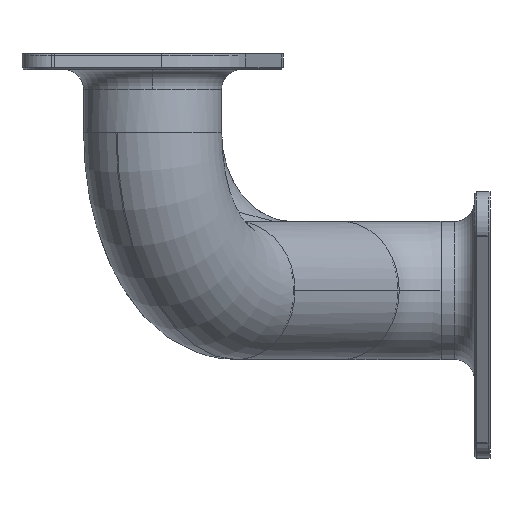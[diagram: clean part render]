
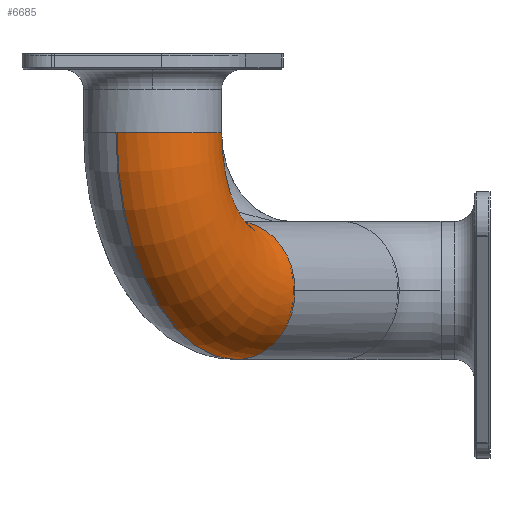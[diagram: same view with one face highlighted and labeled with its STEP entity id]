
A CAD part, left-side view. The second image highlights one B-rep face of the part: STEP entity #6685.
In plain terms, the highlighted toroidal (fillet/blend) face has major radius 80 mm and minor radius 35 mm.
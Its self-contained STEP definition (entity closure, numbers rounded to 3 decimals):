
#370 = DIRECTION ( 'NONE',  ( -0.847, 0.532, 0. ) ) ;
#526 = FACE_OUTER_BOUND ( 'NONE', #5747, .T. ) ;
#615 = CARTESIAN_POINT ( 'NONE',  ( -310.86, -72.182, -112. ) ) ;
#1025 = CARTESIAN_POINT ( 'NONE',  ( -389.641, 18.612, -32. ) ) ;
#1327 = ORIENTED_EDGE ( 'NONE', *, *, #5898, .T. ) ;
#1557 = DIRECTION ( 'NONE',  ( 0., 0., 1. ) ) ;
#1751 = ORIENTED_EDGE ( 'NONE', *, *, #6676, .F. ) ;
#1769 = AXIS2_PLACEMENT_3D ( 'NONE', #4914, #12885, #2094 ) ;
#2094 = DIRECTION ( 'NONE',  ( -0.847, 0.532, 0. ) ) ;
#2142 = CARTESIAN_POINT ( 'NONE',  ( -330.359, -18.612, -32. ) ) ;
#2283 = DIRECTION ( 'NONE',  ( 0., 0., 1. ) ) ;
#2333 = CIRCLE ( 'NONE', #10703, 35. ) ;
#2622 = DIRECTION ( 'NONE',  ( 0.532, 0.847, 0. ) ) ;
#2794 = DIRECTION ( 'NONE',  ( 0., 0., 1. ) ) ;
#3075 = VERTEX_POINT ( 'NONE', #8624 ) ;
#3392 = DIRECTION ( 'NONE',  ( -0.847, 0.532, 0. ) ) ;
#3715 = ORIENTED_EDGE ( 'NONE', *, *, #12270, .T. ) ;
#4259 = VERTEX_POINT ( 'NONE', #1025 ) ;
#4753 = VERTEX_POINT ( 'NONE', #2142 ) ;
#4761 = VERTEX_POINT ( 'NONE', #9087 ) ;
#4807 = VERTEX_POINT ( 'NONE', #6197 ) ;
#4914 = CARTESIAN_POINT ( 'NONE',  ( -292.248, -42.541, -32. ) ) ;
#5091 = AXIS2_PLACEMENT_3D ( 'NONE', #5461, #370, #1557 ) ;
#5461 = CARTESIAN_POINT ( 'NONE',  ( -292.248, -42.541, -112. ) ) ;
#5609 = DIRECTION ( 'NONE',  ( 0., 0., 1. ) ) ;
#5747 = EDGE_LOOP ( 'NONE', ( #1751, #10115, #1327, #3715, #6827, #11454 ) ) ;
#5898 = EDGE_CURVE ( 'NONE', #6388, #3075, #8644, .T. ) ;
#6197 = CARTESIAN_POINT ( 'NONE',  ( -292.248, -42.541, -147. ) ) ;
#6358 = TOROIDAL_SURFACE ( 'NONE', #7820, 80., 35. ) ;
#6388 = VERTEX_POINT ( 'NONE', #615 ) ;
#6561 = CIRCLE ( 'NONE', #7599, 115. ) ;
#6676 = EDGE_CURVE ( 'NONE', #4807, #4259, #6561, .T. ) ;
#6685 = ADVANCED_FACE ( 'NONE', ( #526 ), #6358, .T. ) ;
#6784 = DIRECTION ( 'NONE',  ( 0.847, -0.532, 0. ) ) ;
#6827 = ORIENTED_EDGE ( 'NONE', *, *, #10599, .F. ) ;
#7087 = CARTESIAN_POINT ( 'NONE',  ( -292.248, -42.541, -32. ) ) ;
#7212 = CARTESIAN_POINT ( 'NONE',  ( -292.248, -42.541, -32. ) ) ;
#7577 = CARTESIAN_POINT ( 'NONE',  ( -360., 0., -32. ) ) ;
#7599 = AXIS2_PLACEMENT_3D ( 'NONE', #7087, #10106, #10538 ) ;
#7820 = AXIS2_PLACEMENT_3D ( 'NONE', #7212, #2622, #9612 ) ;
#8407 = AXIS2_PLACEMENT_3D ( 'NONE', #7577, #5609, #9613 ) ;
#8428 = CARTESIAN_POINT ( 'NONE',  ( -292.248, -42.541, -112. ) ) ;
#8621 = AXIS2_PLACEMENT_3D ( 'NONE', #8428, #3392, #2283 ) ;
#8624 = CARTESIAN_POINT ( 'NONE',  ( -292.248, -42.541, -77. ) ) ;
#8644 = CIRCLE ( 'NONE', #5091, 35. ) ;
#8652 = CIRCLE ( 'NONE', #1769, 45. ) ;
#9046 = CIRCLE ( 'NONE', #8621, 35. ) ;
#9087 = CARTESIAN_POINT ( 'NONE',  ( -360., -35., -32. ) ) ;
#9612 = DIRECTION ( 'NONE',  ( -0.847, 0.532, 0. ) ) ;
#9613 = DIRECTION ( 'NONE',  ( 0.847, -0.532, 0. ) ) ;
#9957 = EDGE_CURVE ( 'NONE', #4807, #6388, #9046, .T. ) ;
#10106 = DIRECTION ( 'NONE',  ( 0.532, 0.847, 0. ) ) ;
#10115 = ORIENTED_EDGE ( 'NONE', *, *, #9957, .T. ) ;
#10538 = DIRECTION ( 'NONE',  ( -0.847, 0.532, 0. ) ) ;
#10599 = EDGE_CURVE ( 'NONE', #4761, #4753, #2333, .T. ) ;
#10703 = AXIS2_PLACEMENT_3D ( 'NONE', #11756, #2794, #6784 ) ;
#11454 = ORIENTED_EDGE ( 'NONE', *, *, #11487, .F. ) ;
#11487 = EDGE_CURVE ( 'NONE', #4259, #4761, #12585, .T. ) ;
#11756 = CARTESIAN_POINT ( 'NONE',  ( -360., 0., -32. ) ) ;
#12270 = EDGE_CURVE ( 'NONE', #3075, #4753, #8652, .T. ) ;
#12585 = CIRCLE ( 'NONE', #8407, 35. ) ;
#12885 = DIRECTION ( 'NONE',  ( 0.532, 0.847, 0. ) ) ;
